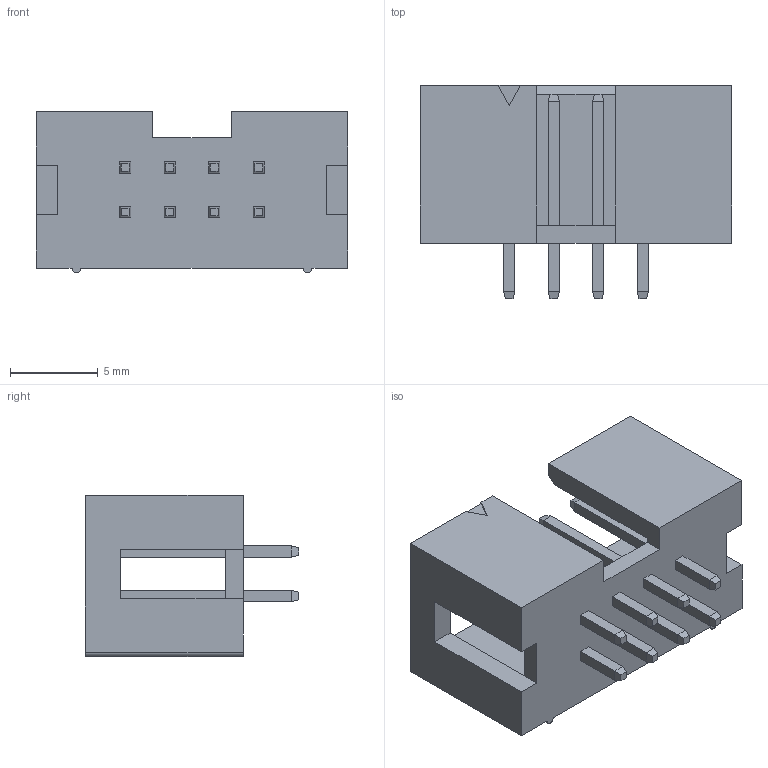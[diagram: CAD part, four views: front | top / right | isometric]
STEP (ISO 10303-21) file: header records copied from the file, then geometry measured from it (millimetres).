
FILE_DESCRIPTION (( 'STEP AP214' ), '1' );
FILE_NAME ('User Library-8 pin IDC shrouded header V2.STEP', '2014-03-14T12:58:54', ( 'Windows User' ), ( '' ), 'SwSTEP 2.0', 'SolidWorks 2014', '' );
FILE_SCHEMA (( 'AUTOMOTIVE_DESIGN' ));
Length unit declared in the file: millimetre
Products named in the file (1): User Library-8 pin IDC shrouded header V2
Bounding box: 17.78 x 12.15 x 9.2 mm (x, y, z)
Volume: 568.3 mm3; surface area: 1259.7 mm2
Topology: 1 solids, 1 shells, 180 faces, 426 edges, 260 vertices
Faces by surface type: plane 178, cylinder 2
Entity records: 7000 total; most frequent: CARTESIAN_POINT 867, ORIENTED_EDGE 852, DIRECTION 792, EDGE_CURVE 426, LINE 422, VECTOR 422, VERTEX_POINT 260, EDGE_LOOP 196
